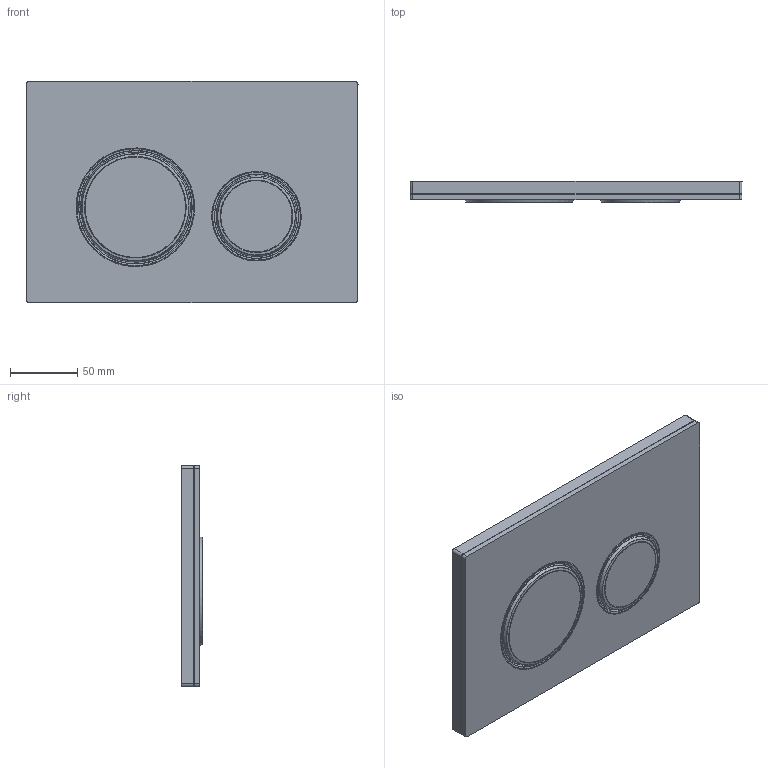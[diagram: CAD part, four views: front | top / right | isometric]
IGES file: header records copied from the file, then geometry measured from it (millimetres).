
Global section: file name: 115651; native system: Autodesk Inventor 2018; preprocessor: unknown; author: JANAN; date: 20211008.093134; units: millimetre
Bounding box: 246.19 x 15.95 x 164.19 mm (x, y, z)
Volume: 547875.8 mm3; surface area: 213666.6 mm2
Topology: 6 solids, 6 shells, 79 faces, 217 edges, 154 vertices
Faces by surface type: bspline 79
